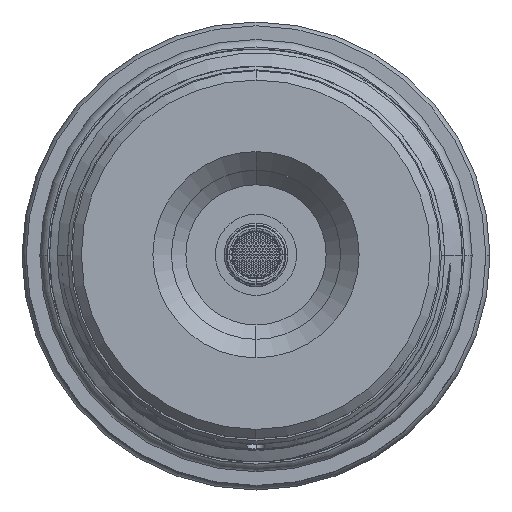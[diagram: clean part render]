
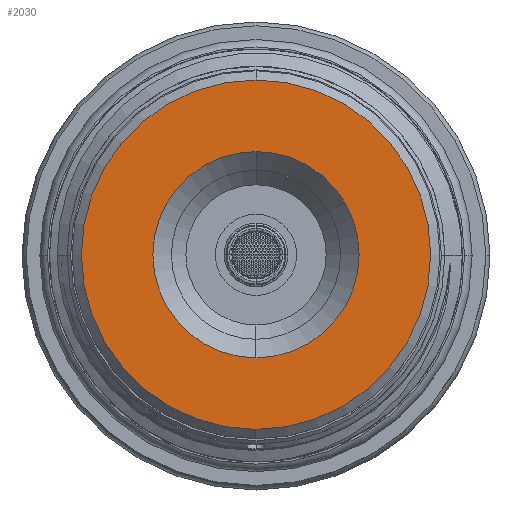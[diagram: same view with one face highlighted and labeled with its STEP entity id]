
A CAD part, top view. The second image highlights one B-rep face of the part: STEP entity #2030.
In plain terms, the highlighted planar face has unit normal (0, 0, 1).
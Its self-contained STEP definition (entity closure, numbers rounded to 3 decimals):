
#1913 = DIRECTION ( 'NONE',  ( 0., 1., 0. ) ) ;
#2030 = ADVANCED_FACE ( 'NONE', ( #7544, #19107 ), #10542, .T. ) ;
#3127 = DIRECTION ( 'NONE',  ( 0., -1., 0. ) ) ;
#5587 = AXIS2_PLACEMENT_3D ( 'NONE', #31493, #8689, #8881 ) ;
#6008 = VERTEX_POINT ( 'NONE', #36834 ) ;
#7544 = FACE_OUTER_BOUND ( 'NONE', #37927, .T. ) ;
#8689 = DIRECTION ( 'NONE',  ( 0., 0., 1. ) ) ;
#8749 = EDGE_CURVE ( 'NONE', #47075, #46054, #20979, .T. ) ;
#8881 = DIRECTION ( 'NONE',  ( 0., 1., 0. ) ) ;
#10542 = PLANE ( 'NONE',  #5587 ) ;
#10764 = CIRCLE ( 'NONE', #46720, 8.9 ) ;
#10777 = DIRECTION ( 'NONE',  ( 0., 0., 1. ) ) ;
#12025 = CARTESIAN_POINT ( 'NONE',  ( 0., -15.075, 13.677 ) ) ;
#12859 = ORIENTED_EDGE ( 'NONE', *, *, #35496, .F. ) ;
#14498 = AXIS2_PLACEMENT_3D ( 'NONE', #38944, #43181, #38739 ) ;
#15740 = AXIS2_PLACEMENT_3D ( 'NONE', #38437, #10777, #1913 ) ;
#19107 = FACE_BOUND ( 'NONE', #40957, .T. ) ;
#20803 = ORIENTED_EDGE ( 'NONE', *, *, #42732, .F. ) ;
#20979 = CIRCLE ( 'NONE', #48125, 15.075 ) ;
#23966 = CARTESIAN_POINT ( 'NONE',  ( 0., 0., 13.677 ) ) ;
#27591 = CIRCLE ( 'NONE', #14498, 15.075 ) ;
#30344 = DIRECTION ( 'NONE',  ( 0., 0., -1. ) ) ;
#31493 = CARTESIAN_POINT ( 'NONE',  ( 0., -15.075, 13.677 ) ) ;
#33065 = VERTEX_POINT ( 'NONE', #43564 ) ;
#33443 = DIRECTION ( 'NONE',  ( 0., 1., 0. ) ) ;
#35496 = EDGE_CURVE ( 'NONE', #46054, #47075, #27591, .T. ) ;
#36834 = CARTESIAN_POINT ( 'NONE',  ( 0., 8.9, 13.677 ) ) ;
#37141 = ORIENTED_EDGE ( 'NONE', *, *, #40793, .F. ) ;
#37603 = CIRCLE ( 'NONE', #15740, 8.9 ) ;
#37927 = EDGE_LOOP ( 'NONE', ( #12859, #43212 ) ) ;
#38437 = CARTESIAN_POINT ( 'NONE',  ( 0., 0., 13.677 ) ) ;
#38739 = DIRECTION ( 'NONE',  ( 0., -1., 0. ) ) ;
#38944 = CARTESIAN_POINT ( 'NONE',  ( 0., 0., 13.677 ) ) ;
#40793 = EDGE_CURVE ( 'NONE', #33065, #6008, #37603, .T. ) ;
#40957 = EDGE_LOOP ( 'NONE', ( #20803, #37141 ) ) ;
#42732 = EDGE_CURVE ( 'NONE', #6008, #33065, #10764, .T. ) ;
#43181 = DIRECTION ( 'NONE',  ( 0., 0., -1. ) ) ;
#43212 = ORIENTED_EDGE ( 'NONE', *, *, #8749, .F. ) ;
#43564 = CARTESIAN_POINT ( 'NONE',  ( 0., -8.9, 13.677 ) ) ;
#46054 = VERTEX_POINT ( 'NONE', #12025 ) ;
#46720 = AXIS2_PLACEMENT_3D ( 'NONE', #23966, #51033, #33443 ) ;
#47075 = VERTEX_POINT ( 'NONE', #52938 ) ;
#48125 = AXIS2_PLACEMENT_3D ( 'NONE', #58032, #30344, #3127 ) ;
#51033 = DIRECTION ( 'NONE',  ( 0., 0., 1. ) ) ;
#52938 = CARTESIAN_POINT ( 'NONE',  ( 0., 15.075, 13.677 ) ) ;
#58032 = CARTESIAN_POINT ( 'NONE',  ( 0., 0., 13.677 ) ) ;
